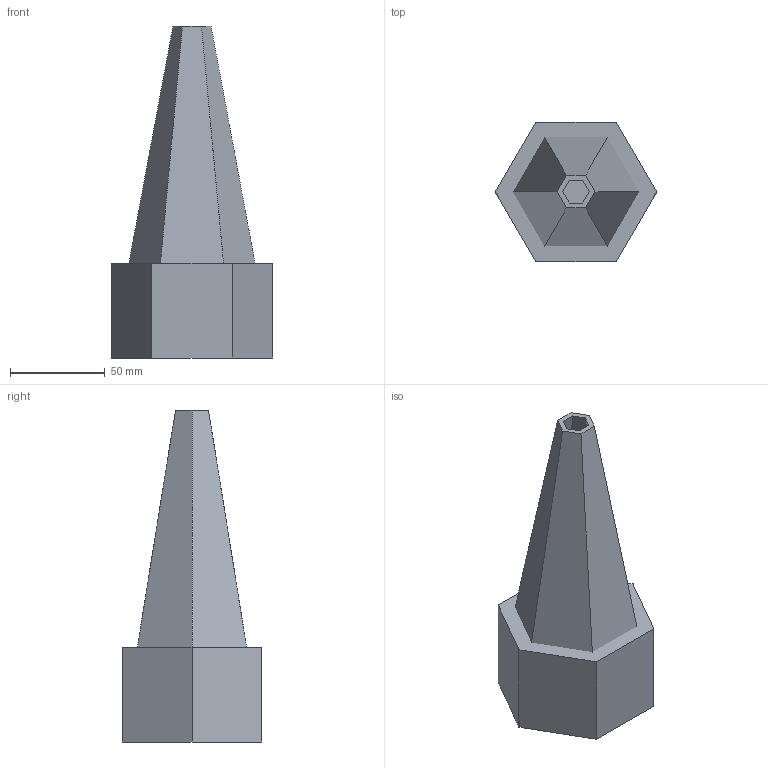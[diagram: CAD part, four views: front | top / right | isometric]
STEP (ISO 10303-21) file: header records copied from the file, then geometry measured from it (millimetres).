
FILE_DESCRIPTION(('FreeCAD Model'),'2;1');
FILE_NAME('Open CASCADE Shape Model','2024-01-30T20:09:26',(''),(''), 'Open CASCADE STEP processor 7.6','FreeCAD','Unknown');
FILE_SCHEMA(('AUTOMOTIVE_DESIGN { 1 0 10303 214 1 1 1 1 }'));
Length unit declared in the file: millimetre
Products named in the file (3): Straight_Mutes; Straight; Cup Mount
Assembly tree (2 placements, depth 2):
  Straight_Mutes
    Straight
    Cup Mount
Bounding box: 85 x 73.61 x 175 mm (x, y, z)
Volume: 204247.9 mm3; surface area: 91288.8 mm2
Topology: 2 solids, 2 shells, 30 faces, 72 edges, 48 vertices
Faces by surface type: plane 18, bspline 12
Entity records: 1816 total; most frequent: CARTESIAN_POINT 375, DIRECTION 216, LINE 174, VECTOR 174, ORIENTED_EDGE 144, PCURVE 144, DEFINITIONAL_REPRESENTATION 144, EDGE_CURVE 72
